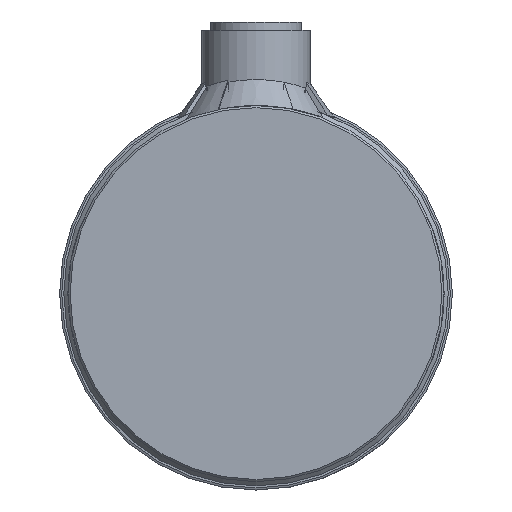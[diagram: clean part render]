
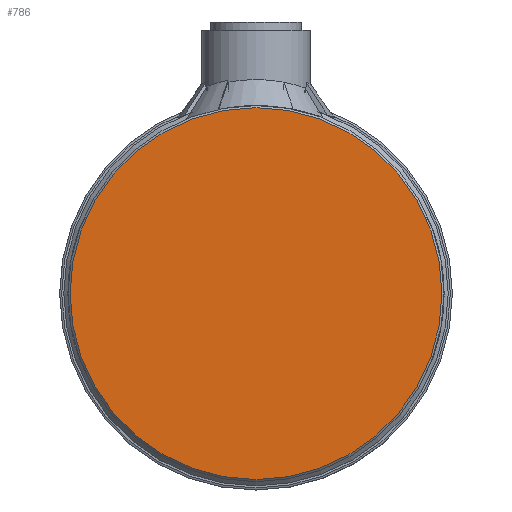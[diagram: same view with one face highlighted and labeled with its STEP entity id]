
A CAD part, left-side view. The second image highlights one B-rep face of the part: STEP entity #786.
In plain terms, the highlighted planar face has unit normal (-1, 0, 0).
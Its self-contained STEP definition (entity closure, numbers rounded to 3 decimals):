
#786 = ADVANCED_FACE( '', ( #1504 ), #1505, .T. );
#1504 = FACE_OUTER_BOUND( '', #3074, .T. );
#1505 = PLANE( '', #3075 );
#3074 = EDGE_LOOP( '', ( #8522 ) );
#3075 = AXIS2_PLACEMENT_3D( '', #8523, #8524, #8525 );
#8522 = ORIENTED_EDGE( '', *, *, #9764, .T. );
#8523 = CARTESIAN_POINT( '', ( -60., 0., 0. ) );
#8524 = DIRECTION( '', ( -1., 0., 0. ) );
#8525 = DIRECTION( '', ( 0., -1., 0. ) );
#9764 = EDGE_CURVE( '', #10507, #10507, #10508, .T. );
#10507 = VERTEX_POINT( '', #11851 );
#10508 = CIRCLE( '', #11852, 44.5 );
#11851 = CARTESIAN_POINT( '', ( -60., -44.5, 0. ) );
#11852 = AXIS2_PLACEMENT_3D( '', #14222, #14223, #14224 );
#14222 = CARTESIAN_POINT( '', ( -60., 0., 0. ) );
#14223 = DIRECTION( '', ( -1., 0., 0. ) );
#14224 = DIRECTION( '', ( 0., -1., 0. ) );
